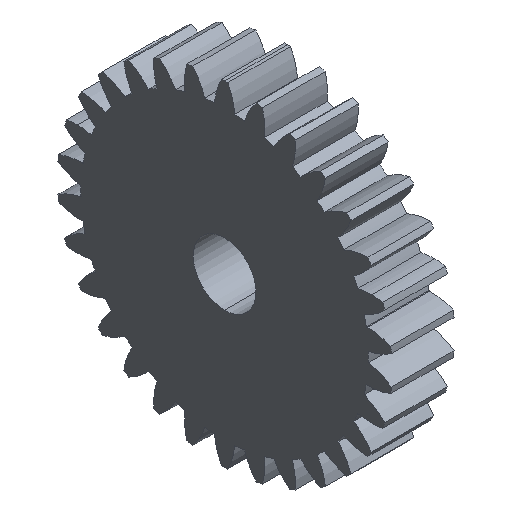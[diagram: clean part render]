
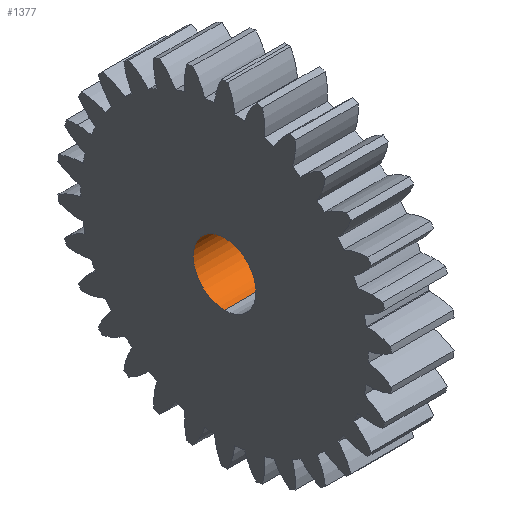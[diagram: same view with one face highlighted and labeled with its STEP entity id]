
A CAD part, isometric view. The second image highlights one B-rep face of the part: STEP entity #1377.
In plain terms, the highlighted cylindrical face has radius 3 mm (diameter 6 mm), a partial arc.
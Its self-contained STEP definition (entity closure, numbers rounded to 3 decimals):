
#11 = ORIENTED_EDGE ( 'NONE', *, *, #1206, .T. ) ;
#196 = FACE_OUTER_BOUND ( 'NONE', #330, .T. ) ;
#330 = EDGE_LOOP ( 'NONE', ( #905, #1842, #11, #3069 ) ) ;
#347 = CARTESIAN_POINT ( 'NONE',  ( 0., 0., -3. ) ) ;
#762 = CARTESIAN_POINT ( 'NONE',  ( 6., 0., -3. ) ) ;
#905 = ORIENTED_EDGE ( 'NONE', *, *, #4089, .F. ) ;
#972 = CARTESIAN_POINT ( 'NONE',  ( 0., 0., 0. ) ) ;
#1048 = DIRECTION ( 'NONE',  ( 0., 0., 1. ) ) ;
#1206 = EDGE_CURVE ( 'NONE', #3203, #1736, #3981, .T. ) ;
#1277 = CARTESIAN_POINT ( 'NONE',  ( 50., 0., 0. ) ) ;
#1342 = CARTESIAN_POINT ( 'NONE',  ( 6., 0., 3. ) ) ;
#1377 = ADVANCED_FACE ( 'NONE', ( #196 ), #3018, .F. ) ;
#1419 = CARTESIAN_POINT ( 'NONE',  ( 6., 0., 0. ) ) ;
#1580 = DIRECTION ( 'NONE',  ( -1., 0., 0. ) ) ;
#1690 = CIRCLE ( 'NONE', #3445, 3. ) ;
#1696 = CARTESIAN_POINT ( 'NONE',  ( 50., 0., -3. ) ) ;
#1736 = VERTEX_POINT ( 'NONE', #2344 ) ;
#1842 = ORIENTED_EDGE ( 'NONE', *, *, #4162, .T. ) ;
#1902 = EDGE_CURVE ( 'NONE', #1736, #3190, #4378, .T. ) ;
#2011 = LINE ( 'NONE', #1696, #2933 ) ;
#2041 = VECTOR ( 'NONE', #3550, 1000. ) ;
#2194 = CARTESIAN_POINT ( 'NONE',  ( 50., 0., 3. ) ) ;
#2344 = CARTESIAN_POINT ( 'NONE',  ( 0., 0., 3. ) ) ;
#2672 = DIRECTION ( 'NONE',  ( 0., 0., 1. ) ) ;
#2710 = DIRECTION ( 'NONE',  ( 0., 0., -1. ) ) ;
#2714 = DIRECTION ( 'NONE',  ( 1., 0., 0. ) ) ;
#2921 = VERTEX_POINT ( 'NONE', #762 ) ;
#2933 = VECTOR ( 'NONE', #4502, 1000. ) ;
#3018 = CYLINDRICAL_SURFACE ( 'NONE', #4408, 3. ) ;
#3069 = ORIENTED_EDGE ( 'NONE', *, *, #1902, .T. ) ;
#3190 = VERTEX_POINT ( 'NONE', #347 ) ;
#3203 = VERTEX_POINT ( 'NONE', #1342 ) ;
#3445 = AXIS2_PLACEMENT_3D ( 'NONE', #1419, #2714, #1048 ) ;
#3550 = DIRECTION ( 'NONE',  ( -1., 0., 0. ) ) ;
#3835 = DIRECTION ( 'NONE',  ( -1., 0., 0. ) ) ;
#3981 = LINE ( 'NONE', #2194, #2041 ) ;
#4089 = EDGE_CURVE ( 'NONE', #2921, #3190, #2011, .T. ) ;
#4162 = EDGE_CURVE ( 'NONE', #2921, #3203, #1690, .T. ) ;
#4316 = AXIS2_PLACEMENT_3D ( 'NONE', #972, #3835, #2710 ) ;
#4378 = CIRCLE ( 'NONE', #4316, 3. ) ;
#4408 = AXIS2_PLACEMENT_3D ( 'NONE', #1277, #1580, #2672 ) ;
#4502 = DIRECTION ( 'NONE',  ( -1., 0., 0. ) ) ;
